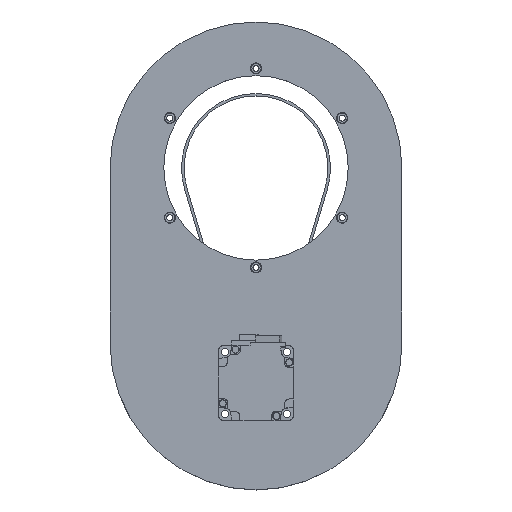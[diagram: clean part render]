
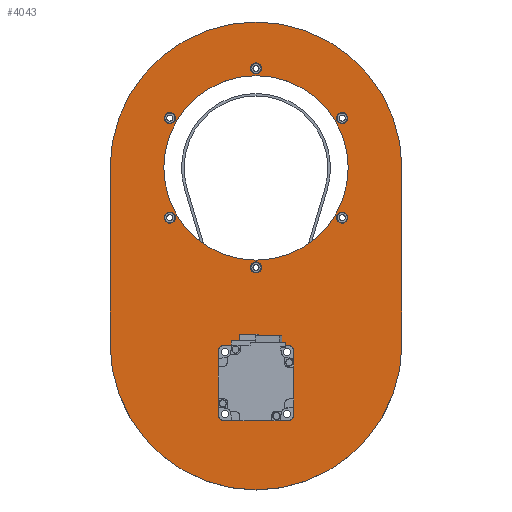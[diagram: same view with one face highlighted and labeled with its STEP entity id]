
A CAD part, top view. The second image highlights one B-rep face of the part: STEP entity #4043.
In plain terms, the highlighted face is planar.
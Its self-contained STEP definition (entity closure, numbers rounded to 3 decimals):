
#105=FACE_BOUND('',#586,.T.);
#106=FACE_BOUND('',#587,.T.);
#107=FACE_BOUND('',#588,.T.);
#108=FACE_BOUND('',#589,.T.);
#109=FACE_BOUND('',#590,.T.);
#110=FACE_BOUND('',#591,.T.);
#111=FACE_BOUND('',#592,.T.);
#112=FACE_BOUND('',#593,.T.);
#113=FACE_BOUND('',#594,.T.);
#114=FACE_BOUND('',#595,.T.);
#115=FACE_BOUND('',#596,.T.);
#116=FACE_BOUND('',#597,.T.);
#172=PLANE('',#4498);
#328=FACE_OUTER_BOUND('',#585,.T.);
#585=EDGE_LOOP('',(#2754,#2755,#2756,#2757));
#586=EDGE_LOOP('',(#2758));
#587=EDGE_LOOP('',(#2759));
#588=EDGE_LOOP('',(#2760));
#589=EDGE_LOOP('',(#2761));
#590=EDGE_LOOP('',(#2762));
#591=EDGE_LOOP('',(#2763));
#592=EDGE_LOOP('',(#2764));
#593=EDGE_LOOP('',(#2765));
#594=EDGE_LOOP('',(#2766));
#595=EDGE_LOOP('',(#2767));
#596=EDGE_LOOP('',(#2768));
#597=EDGE_LOOP('',(#2769));
#854=LINE('',#6325,#1166);
#858=LINE('',#6334,#1170);
#1166=VECTOR('',#5099,10.);
#1170=VECTOR('',#5109,10.);
#1486=CIRCLE('',#4468,2.4);
#1487=CIRCLE('',#4470,2.4);
#1488=CIRCLE('',#4472,2.4);
#1489=CIRCLE('',#4474,2.4);
#1490=CIRCLE('',#4476,2.4);
#1491=CIRCLE('',#4478,2.4);
#1492=CIRCLE('',#4480,73.3);
#1493=CIRCLE('',#4482,25.);
#1494=CIRCLE('',#4484,3.);
#1495=CIRCLE('',#4486,3.);
#1496=CIRCLE('',#4488,3.);
#1497=CIRCLE('',#4490,3.);
#1498=CIRCLE('',#4493,116.);
#1499=CIRCLE('',#4496,116.);
#1724=VERTEX_POINT('',#6275);
#1725=VERTEX_POINT('',#6279);
#1726=VERTEX_POINT('',#6283);
#1727=VERTEX_POINT('',#6287);
#1728=VERTEX_POINT('',#6291);
#1729=VERTEX_POINT('',#6295);
#1730=VERTEX_POINT('',#6299);
#1731=VERTEX_POINT('',#6303);
#1732=VERTEX_POINT('',#6307);
#1733=VERTEX_POINT('',#6311);
#1734=VERTEX_POINT('',#6315);
#1735=VERTEX_POINT('',#6319);
#1736=VERTEX_POINT('',#6323);
#1737=VERTEX_POINT('',#6324);
#1738=VERTEX_POINT('',#6329);
#1739=VERTEX_POINT('',#6333);
#2099=EDGE_CURVE('',#1724,#1724,#1486,.T.);
#2101=EDGE_CURVE('',#1725,#1725,#1487,.T.);
#2103=EDGE_CURVE('',#1726,#1726,#1488,.T.);
#2105=EDGE_CURVE('',#1727,#1727,#1489,.T.);
#2107=EDGE_CURVE('',#1728,#1728,#1490,.T.);
#2109=EDGE_CURVE('',#1729,#1729,#1491,.T.);
#2111=EDGE_CURVE('',#1730,#1730,#1492,.T.);
#2113=EDGE_CURVE('',#1731,#1731,#1493,.T.);
#2115=EDGE_CURVE('',#1732,#1732,#1494,.T.);
#2117=EDGE_CURVE('',#1733,#1733,#1495,.T.);
#2119=EDGE_CURVE('',#1734,#1734,#1496,.T.);
#2121=EDGE_CURVE('',#1735,#1735,#1497,.T.);
#2122=EDGE_CURVE('',#1736,#1737,#854,.T.);
#2125=EDGE_CURVE('',#1738,#1736,#1498,.T.);
#2127=EDGE_CURVE('',#1739,#1738,#858,.T.);
#2129=EDGE_CURVE('',#1737,#1739,#1499,.T.);
#2754=ORIENTED_EDGE('',*,*,#2129,.F.);
#2755=ORIENTED_EDGE('',*,*,#2122,.F.);
#2756=ORIENTED_EDGE('',*,*,#2125,.F.);
#2757=ORIENTED_EDGE('',*,*,#2127,.F.);
#2758=ORIENTED_EDGE('',*,*,#2121,.F.);
#2759=ORIENTED_EDGE('',*,*,#2119,.F.);
#2760=ORIENTED_EDGE('',*,*,#2117,.F.);
#2761=ORIENTED_EDGE('',*,*,#2115,.F.);
#2762=ORIENTED_EDGE('',*,*,#2113,.F.);
#2763=ORIENTED_EDGE('',*,*,#2111,.F.);
#2764=ORIENTED_EDGE('',*,*,#2109,.F.);
#2765=ORIENTED_EDGE('',*,*,#2107,.F.);
#2766=ORIENTED_EDGE('',*,*,#2105,.F.);
#2767=ORIENTED_EDGE('',*,*,#2103,.F.);
#2768=ORIENTED_EDGE('',*,*,#2101,.F.);
#2769=ORIENTED_EDGE('',*,*,#2099,.F.);
#4043=ADVANCED_FACE('',(#328,#105,#106,#107,#108,#109,#110,#111,#112,#113,
#114,#115,#116),#172,.F.);
#4468=AXIS2_PLACEMENT_3D('',#6277,#5040,#5041);
#4470=AXIS2_PLACEMENT_3D('',#6281,#5045,#5046);
#4472=AXIS2_PLACEMENT_3D('',#6285,#5050,#5051);
#4474=AXIS2_PLACEMENT_3D('',#6289,#5055,#5056);
#4476=AXIS2_PLACEMENT_3D('',#6293,#5060,#5061);
#4478=AXIS2_PLACEMENT_3D('',#6297,#5065,#5066);
#4480=AXIS2_PLACEMENT_3D('',#6301,#5070,#5071);
#4482=AXIS2_PLACEMENT_3D('',#6305,#5075,#5076);
#4484=AXIS2_PLACEMENT_3D('',#6309,#5080,#5081);
#4486=AXIS2_PLACEMENT_3D('',#6313,#5085,#5086);
#4488=AXIS2_PLACEMENT_3D('',#6317,#5090,#5091);
#4490=AXIS2_PLACEMENT_3D('',#6321,#5095,#5096);
#4493=AXIS2_PLACEMENT_3D('',#6330,#5104,#5105);
#4496=AXIS2_PLACEMENT_3D('',#6337,#5113,#5114);
#4498=AXIS2_PLACEMENT_3D('',#6339,#5117,#5118);
#5040=DIRECTION('center_axis',(1.,0.,0.));
#5041=DIRECTION('ref_axis',(0.,0.,-1.));
#5045=DIRECTION('center_axis',(1.,0.,0.));
#5046=DIRECTION('ref_axis',(0.,0.,-1.));
#5050=DIRECTION('center_axis',(1.,0.,0.));
#5051=DIRECTION('ref_axis',(0.,0.,-1.));
#5055=DIRECTION('center_axis',(1.,0.,0.));
#5056=DIRECTION('ref_axis',(0.,0.,-1.));
#5060=DIRECTION('center_axis',(1.,0.,0.));
#5061=DIRECTION('ref_axis',(0.,0.,-1.));
#5065=DIRECTION('center_axis',(1.,0.,0.));
#5066=DIRECTION('ref_axis',(0.,0.,-1.));
#5070=DIRECTION('center_axis',(1.,0.,0.));
#5071=DIRECTION('ref_axis',(0.,0.,-1.));
#5075=DIRECTION('center_axis',(1.,0.,0.));
#5076=DIRECTION('ref_axis',(0.,0.,-1.));
#5080=DIRECTION('center_axis',(1.,0.,0.));
#5081=DIRECTION('ref_axis',(0.,0.,-1.));
#5085=DIRECTION('center_axis',(1.,0.,0.));
#5086=DIRECTION('ref_axis',(0.,0.,-1.));
#5090=DIRECTION('center_axis',(1.,0.,0.));
#5091=DIRECTION('ref_axis',(0.,0.,-1.));
#5095=DIRECTION('center_axis',(1.,0.,0.));
#5096=DIRECTION('ref_axis',(0.,0.,-1.));
#5099=DIRECTION('',(0.,0.,-1.));
#5104=DIRECTION('center_axis',(-1.,0.,0.));
#5105=DIRECTION('ref_axis',(0.,-1.,0.));
#5109=DIRECTION('',(0.,0.,1.));
#5113=DIRECTION('center_axis',(-1.,0.,0.));
#5114=DIRECTION('ref_axis',(0.,1.,0.));
#5117=DIRECTION('center_axis',(-1.,0.,0.));
#5118=DIRECTION('ref_axis',(0.,0.,1.));
#6275=CARTESIAN_POINT('',(-153.5,0.,101.825));
#6277=CARTESIAN_POINT('Origin',(-153.5,0.,99.425));
#6279=CARTESIAN_POINT('',(-153.5,68.524,62.263));
#6281=CARTESIAN_POINT('Origin',(-153.5,68.524,59.863));
#6283=CARTESIAN_POINT('',(-153.5,68.524,-16.863));
#6285=CARTESIAN_POINT('Origin',(-153.5,68.524,-19.263));
#6287=CARTESIAN_POINT('',(-153.5,0.,-56.425));
#6289=CARTESIAN_POINT('Origin',(-153.5,0.,-58.825));
#6291=CARTESIAN_POINT('',(-153.5,-68.524,-16.862));
#6293=CARTESIAN_POINT('Origin',(-153.5,-68.524,-19.262));
#6295=CARTESIAN_POINT('',(-153.5,-68.524,62.263));
#6297=CARTESIAN_POINT('Origin',(-153.5,-68.524,59.863));
#6299=CARTESIAN_POINT('',(-153.5,0.,93.6));
#6301=CARTESIAN_POINT('Origin',(-153.5,0.,20.3));
#6303=CARTESIAN_POINT('',(-153.5,0.,-125.7));
#6305=CARTESIAN_POINT('Origin',(-153.5,0.,-150.7));
#6307=CARTESIAN_POINT('',(-153.5,-24.748,-122.952));
#6309=CARTESIAN_POINT('Origin',(-153.5,-24.748,-125.952));
#6311=CARTESIAN_POINT('',(-153.5,-24.748,-172.449));
#6313=CARTESIAN_POINT('Origin',(-153.5,-24.748,-175.449));
#6315=CARTESIAN_POINT('',(-153.5,24.749,-172.449));
#6317=CARTESIAN_POINT('Origin',(-153.5,24.749,-175.449));
#6319=CARTESIAN_POINT('',(-153.5,24.749,-122.952));
#6321=CARTESIAN_POINT('Origin',(-153.5,24.749,-125.952));
#6323=CARTESIAN_POINT('',(-153.5,116.,20.3));
#6324=CARTESIAN_POINT('',(-153.5,116.,-119.7));
#6325=CARTESIAN_POINT('',(-153.5,116.,20.3));
#6329=CARTESIAN_POINT('',(-153.5,-116.,20.3));
#6330=CARTESIAN_POINT('Origin',(-153.5,0.,20.3));
#6333=CARTESIAN_POINT('',(-153.5,-116.,-119.7));
#6334=CARTESIAN_POINT('',(-153.5,-116.,-119.7));
#6337=CARTESIAN_POINT('Origin',(-153.5,0.,-119.7));
#6339=CARTESIAN_POINT('Origin',(-153.5,0.,-49.7));
